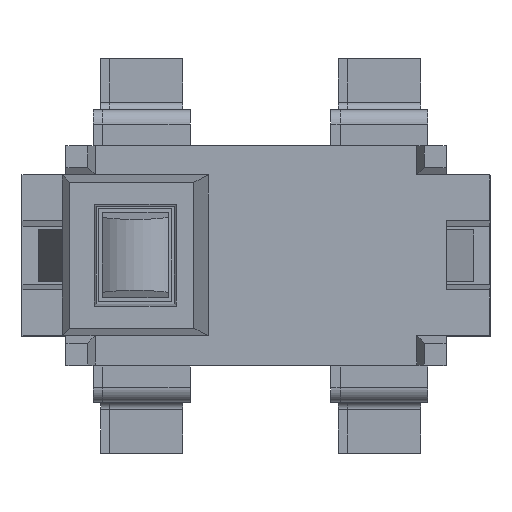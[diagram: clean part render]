
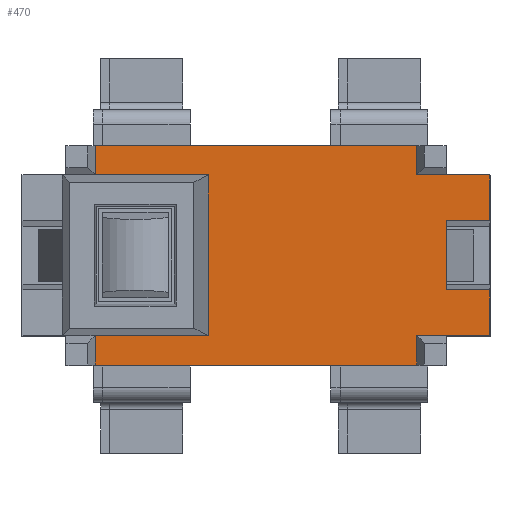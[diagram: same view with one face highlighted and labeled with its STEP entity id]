
A CAD part, top view. The second image highlights one B-rep face of the part: STEP entity #470.
In plain terms, the highlighted planar face has unit normal (0, 0, 1).
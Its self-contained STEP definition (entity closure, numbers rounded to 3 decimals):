
#470 = ADVANCED_FACE( '', ( #949 ), #950, .T. );
#949 = FACE_OUTER_BOUND( '', #1441, .T. );
#950 = PLANE( '', #1442 );
#1441 = EDGE_LOOP( '', ( #2787, #2788, #2789, #2790, #2791, #2792, #2793, #2794, #2795, #2796, #2797, #2798, #2799, #2800, #2801, #2802 ) );
#1442 = AXIS2_PLACEMENT_3D( '', #2803, #2804, #2805 );
#2787 = ORIENTED_EDGE( '', *, *, #3275, .F. );
#2788 = ORIENTED_EDGE( '', *, *, #3337, .F. );
#2789 = ORIENTED_EDGE( '', *, *, #3665, .T. );
#2790 = ORIENTED_EDGE( '', *, *, #3562, .T. );
#2791 = ORIENTED_EDGE( '', *, *, #3179, .T. );
#2792 = ORIENTED_EDGE( '', *, *, #3660, .T. );
#2793 = ORIENTED_EDGE( '', *, *, #3519, .T. );
#2794 = ORIENTED_EDGE( '', *, *, #3201, .T. );
#2795 = ORIENTED_EDGE( '', *, *, #3629, .F. );
#2796 = ORIENTED_EDGE( '', *, *, #3409, .F. );
#2797 = ORIENTED_EDGE( '', *, *, #3588, .F. );
#2798 = ORIENTED_EDGE( '', *, *, #3534, .T. );
#2799 = ORIENTED_EDGE( '', *, *, #3625, .T. );
#2800 = ORIENTED_EDGE( '', *, *, #3555, .T. );
#2801 = ORIENTED_EDGE( '', *, *, #3650, .T. );
#2802 = ORIENTED_EDGE( '', *, *, #3560, .T. );
#2803 = CARTESIAN_POINT( '', ( 2.2, 1.5, 0.35 ) );
#2804 = DIRECTION( '', ( 0., 0., 1. ) );
#2805 = DIRECTION( '', ( 1., 0., 0. ) );
#3179 = EDGE_CURVE( '', #3898, #3909, #3911, .T. );
#3201 = EDGE_CURVE( '', #3948, #3836, #3949, .T. );
#3275 = EDGE_CURVE( '', #4074, #4067, #4076, .T. );
#3337 = EDGE_CURVE( '', #4182, #4074, #4184, .T. );
#3409 = EDGE_CURVE( '', #4296, #4299, #4300, .T. );
#3519 = EDGE_CURVE( '', #4452, #3948, #4453, .T. );
#3534 = EDGE_CURVE( '', #4044, #4469, #4471, .T. );
#3555 = EDGE_CURVE( '', #4497, #4495, #4498, .T. );
#3560 = EDGE_CURVE( '', #4503, #4067, #4504, .T. );
#3562 = EDGE_CURVE( '', #4506, #3898, #4507, .T. );
#3588 = EDGE_CURVE( '', #4044, #4296, #4538, .T. );
#3625 = EDGE_CURVE( '', #4469, #4497, #4579, .T. );
#3629 = EDGE_CURVE( '', #4299, #3836, #4583, .T. );
#3650 = EDGE_CURVE( '', #4495, #4503, #4605, .T. );
#3660 = EDGE_CURVE( '', #3909, #4452, #4616, .T. );
#3665 = EDGE_CURVE( '', #4182, #4506, #4621, .T. );
#3836 = VERTEX_POINT( '', #5252 );
#3898 = VERTEX_POINT( '', #5342 );
#3909 = VERTEX_POINT( '', #5358 );
#3911 = LINE( '', #5361, #5362 );
#3948 = VERTEX_POINT( '', #5415 );
#3949 = LINE( '', #5416, #5417 );
#4044 = VERTEX_POINT( '', #5559 );
#4067 = VERTEX_POINT( '', #5593 );
#4074 = VERTEX_POINT( '', #5603 );
#4076 = LINE( '', #5606, #5607 );
#4182 = VERTEX_POINT( '', #5761 );
#4184 = LINE( '', #5764, #5765 );
#4296 = VERTEX_POINT( '', #5931 );
#4299 = VERTEX_POINT( '', #5935 );
#4300 = LINE( '', #5936, #5937 );
#4452 = VERTEX_POINT( '', #6170 );
#4453 = LINE( '', #6171, #6172 );
#4469 = VERTEX_POINT( '', #6195 );
#4471 = LINE( '', #6198, #6199 );
#4495 = VERTEX_POINT( '', #6233 );
#4497 = VERTEX_POINT( '', #6236 );
#4498 = LINE( '', #6237, #6238 );
#4503 = VERTEX_POINT( '', #6245 );
#4504 = LINE( '', #6246, #6247 );
#4506 = VERTEX_POINT( '', #6250 );
#4507 = LINE( '', #6251, #6252 );
#4538 = LINE( '', #6299, #6300 );
#4579 = LINE( '', #6366, #6367 );
#4583 = LINE( '', #6371, #6372 );
#4605 = LINE( '', #6403, #6404 );
#4616 = LINE( '', #6420, #6421 );
#4621 = LINE( '', #6427, #6428 );
#5252 = CARTESIAN_POINT( '', ( -2.2, 1.1, 0.35 ) );
#5342 = CARTESIAN_POINT( '', ( 3.2, 1.1, 0.35 ) );
#5358 = CARTESIAN_POINT( '', ( 2.2, 1.1, 0.35 ) );
#5361 = CARTESIAN_POINT( '', ( 3.2, 1.1, 0.35 ) );
#5362 = VECTOR( '', #6686, 1000. );
#5415 = CARTESIAN_POINT( '', ( -2.2, 1.5, 0.35 ) );
#5416 = CARTESIAN_POINT( '', ( -2.2, 1.5, 0.35 ) );
#5417 = VECTOR( '', #6703, 1000. );
#5559 = CARTESIAN_POINT( '', ( -2.2, -1.1, 0.35 ) );
#5593 = CARTESIAN_POINT( '', ( 3.2, -0.472, 0.35 ) );
#5603 = CARTESIAN_POINT( '', ( 2.6, -0.472, 0.35 ) );
#5606 = CARTESIAN_POINT( '', ( 2.6, -0.472, 0.35 ) );
#5607 = VECTOR( '', #6766, 1000. );
#5761 = CARTESIAN_POINT( '', ( 2.6, 0.472, 0.35 ) );
#5764 = CARTESIAN_POINT( '', ( 2.6, -0.472, 0.35 ) );
#5765 = VECTOR( '', #6816, 1000. );
#5931 = CARTESIAN_POINT( '', ( -0.65, -1.1, 0.35 ) );
#5935 = CARTESIAN_POINT( '', ( -0.65, 1.1, 0.35 ) );
#5936 = CARTESIAN_POINT( '', ( -0.65, 1.1, 0.35 ) );
#5937 = VECTOR( '', #6878, 1000. );
#6170 = CARTESIAN_POINT( '', ( 2.2, 1.5, 0.35 ) );
#6171 = CARTESIAN_POINT( '', ( 2.2, 1.5, 0.35 ) );
#6172 = VECTOR( '', #6963, 1000. );
#6195 = CARTESIAN_POINT( '', ( -2.2, -1.5, 0.35 ) );
#6198 = CARTESIAN_POINT( '', ( -2.2, -1.1, 0.35 ) );
#6199 = VECTOR( '', #6975, 1000. );
#6233 = CARTESIAN_POINT( '', ( 2.2, -1.1, 0.35 ) );
#6236 = CARTESIAN_POINT( '', ( 2.2, -1.5, 0.35 ) );
#6237 = CARTESIAN_POINT( '', ( 2.2, -1.1, 0.35 ) );
#6238 = VECTOR( '', #6987, 1000. );
#6245 = CARTESIAN_POINT( '', ( 3.2, -1.1, 0.35 ) );
#6246 = CARTESIAN_POINT( '', ( 3.2, 1.1, 0.35 ) );
#6247 = VECTOR( '', #6990, 1000. );
#6250 = CARTESIAN_POINT( '', ( 3.2, 0.472, 0.35 ) );
#6251 = CARTESIAN_POINT( '', ( 3.2, 1.1, 0.35 ) );
#6252 = VECTOR( '', #6992, 1000. );
#6299 = CARTESIAN_POINT( '', ( -2.65, -1.1, 0.35 ) );
#6300 = VECTOR( '', #7009, 1000. );
#6366 = CARTESIAN_POINT( '', ( 2.2, -1.5, 0.35 ) );
#6367 = VECTOR( '', #7035, 1000. );
#6371 = CARTESIAN_POINT( '', ( -0.65, 1.1, 0.35 ) );
#6372 = VECTOR( '', #7036, 1000. );
#6403 = CARTESIAN_POINT( '', ( 3.2, -1.1, 0.35 ) );
#6404 = VECTOR( '', #7046, 1000. );
#6420 = CARTESIAN_POINT( '', ( 2.2, 1.5, 0.35 ) );
#6421 = VECTOR( '', #7052, 1000. );
#6427 = CARTESIAN_POINT( '', ( 2.6, 0.472, 0.35 ) );
#6428 = VECTOR( '', #7054, 1000. );
#6686 = DIRECTION( '', ( -1., 0., 0. ) );
#6703 = DIRECTION( '', ( 0., -1., 0. ) );
#6766 = DIRECTION( '', ( 1., 0., 0. ) );
#6816 = DIRECTION( '', ( 0., -1., 0. ) );
#6878 = DIRECTION( '', ( 0., 1., 0. ) );
#6963 = DIRECTION( '', ( -1., 0., 0. ) );
#6975 = DIRECTION( '', ( 0., -1., 0. ) );
#6987 = DIRECTION( '', ( 0., 1., 0. ) );
#6990 = DIRECTION( '', ( 0., 1., 0. ) );
#6992 = DIRECTION( '', ( 0., 1., 0. ) );
#7009 = DIRECTION( '', ( 1., 0., 0. ) );
#7035 = DIRECTION( '', ( 1., 0., 0. ) );
#7036 = DIRECTION( '', ( -1., 0., 0. ) );
#7046 = DIRECTION( '', ( 1., 0., 0. ) );
#7052 = DIRECTION( '', ( 0., 1., 0. ) );
#7054 = DIRECTION( '', ( 1., 0., 0. ) );
